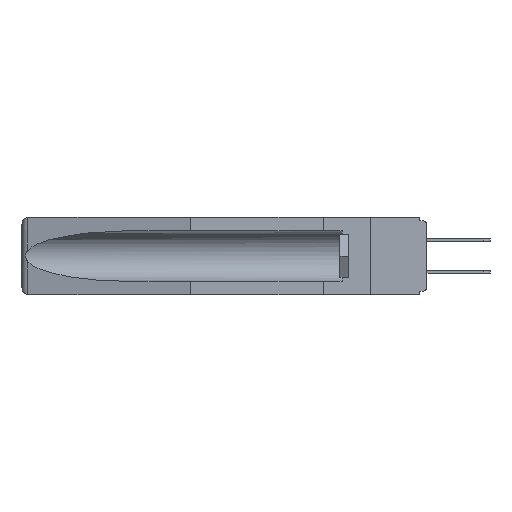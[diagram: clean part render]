
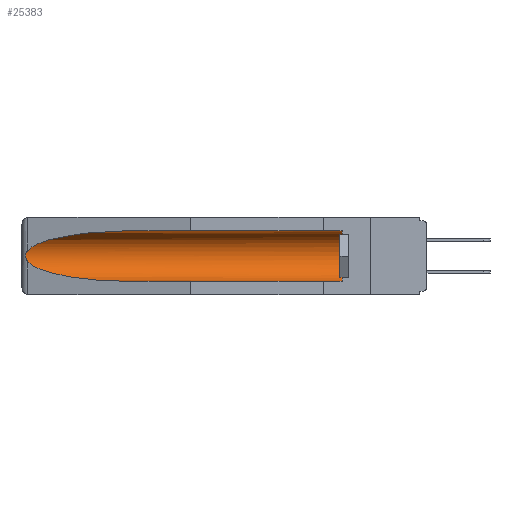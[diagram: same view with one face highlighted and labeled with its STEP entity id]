
A CAD part, left-side view. The second image highlights one B-rep face of the part: STEP entity #25383.
In plain terms, the highlighted cylindrical face has radius 2.857 mm (diameter 5.715 mm), a partial arc.
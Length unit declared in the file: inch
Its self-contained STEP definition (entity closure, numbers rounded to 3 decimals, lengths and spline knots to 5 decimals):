
#1064 = VERTEX_POINT ( 'NONE', #27678 ) ;
#1645 = EDGE_CURVE ( 'NONE', #1064, #5781, #9638, .T. ) ;
#1838 = CARTESIAN_POINT ( 'NONE',  ( 0.155, -0.30754, -0.1715 ) ) ;
#2801 = CARTESIAN_POINT ( 'NONE',  ( 0.21114, 1.30732, -0.059 ) ) ;
#4208 = ORIENTED_EDGE ( 'NONE', *, *, #4350, .T. ) ;
#4260 = VECTOR ( 'NONE', #30121, 39.37008 ) ;
#4350 = EDGE_CURVE ( 'NONE', #26347, #1064, #17861, .T. ) ;
#4491 = AXIS2_PLACEMENT_3D ( 'NONE', #1838, #15130, #15242 ) ;
#4751 = DIRECTION ( 'NONE',  ( 0., -1., 0. ) ) ;
#5065 = EDGE_CURVE ( 'NONE', #20924, #17747, #29178, .T. ) ;
#5275 = CARTESIAN_POINT ( 'NONE',  ( 0.155, 1.07973, -0.059 ) ) ;
#5764 = CARTESIAN_POINT ( 'NONE',  ( 0.26597, 1.5296, -0.19026 ) ) ;
#5781 = VERTEX_POINT ( 'NONE', #28190 ) ;
#6138 = CARTESIAN_POINT ( 'NONE',  ( 0.155, 0.126, -0.284 ) ) ;
#7002 = CARTESIAN_POINT ( 'NONE',  ( 0.155, 1.07973, -0.059 ) ) ;
#8046 = CARTESIAN_POINT ( 'NONE',  ( 0.26537, 1.52718, -0.14972 ) ) ;
#8159 = CARTESIAN_POINT ( 'NONE',  ( 0.2673, 1.53269, -0.17917 ) ) ;
#8802 = ORIENTED_EDGE ( 'NONE', *, *, #26159, .T. ) ;
#8869 = CARTESIAN_POINT ( 'NONE',  ( 0.155, 0.126, -0.059 ) ) ;
#9638 = B_SPLINE_CURVE_WITH_KNOTS ( 'NONE', 3,
 ( #8046, #28234, #13163, #20772, #31089, #23304, #8159, #25850, #5764, #25953 ),
 .UNSPECIFIED., .F., .F.,
 ( 4, 2, 2, 2, 4 ),
 ( 0., 0.00029, 0.00058, 0.00087, 0.00117 ),
 .UNSPECIFIED. ) ;
#11010 = VERTEX_POINT ( 'NONE', #8869 ) ;
#13163 = CARTESIAN_POINT ( 'NONE',  ( 0.26654, 1.53092, -0.15636 ) ) ;
#13373 = AXIS2_PLACEMENT_3D ( 'NONE', #17298, #4751, #24950 ) ;
#15130 = DIRECTION ( 'NONE',  ( 0., 1., 0. ) ) ;
#15242 = DIRECTION ( 'NONE',  ( 0., 0., 1. ) ) ;
#15495 = EDGE_CURVE ( 'NONE', #11010, #26347, #22420, .T. ) ;
#17063 =( BOUNDED_CURVE ( )  B_SPLINE_CURVE ( 3, ( #24818, #27313, #32383, #29735 ),
 .UNSPECIFIED., .F., .F. ) 
 B_SPLINE_CURVE_WITH_KNOTS ( ( 4, 4 ),
 ( 0.1948, 1.5708 ),
 .UNSPECIFIED. ) 
 CURVE ( )  GEOMETRIC_REPRESENTATION_ITEM ( )  RATIONAL_B_SPLINE_CURVE ( ( 1., 0.848, 0.848, 1. ) ) 
 REPRESENTATION_ITEM ( '' )  );
#17298 = CARTESIAN_POINT ( 'NONE',  ( 0.155, 0.126, -0.1715 ) ) ;
#17635 = CARTESIAN_POINT ( 'NONE',  ( 0.155, -0.30754, -0.059 ) ) ;
#17747 = VERTEX_POINT ( 'NONE', #26544 ) ;
#17861 =( BOUNDED_CURVE ( )  B_SPLINE_CURVE ( 3, ( #5275, #2801, #30631, #28206 ),
 .UNSPECIFIED., .F., .F. ) 
 B_SPLINE_CURVE_WITH_KNOTS ( ( 4, 4 ),
 ( 4.71239, 6.08839 ),
 .UNSPECIFIED. ) 
 CURVE ( )  GEOMETRIC_REPRESENTATION_ITEM ( )  RATIONAL_B_SPLINE_CURVE ( ( 1., 0.848, 0.848, 1. ) ) 
 REPRESENTATION_ITEM ( '' )  );
#18801 = CYLINDRICAL_SURFACE ( 'NONE', #4491, 0.1125 ) ;
#20383 = FACE_OUTER_BOUND ( 'NONE', #32210, .T. ) ;
#20458 = EDGE_CURVE ( 'NONE', #5781, #17747, #17063, .T. ) ;
#20516 = ORIENTED_EDGE ( 'NONE', *, *, #1645, .T. ) ;
#20772 = CARTESIAN_POINT ( 'NONE',  ( 0.2673, 1.5327, -0.16383 ) ) ;
#20924 = VERTEX_POINT ( 'NONE', #6138 ) ;
#21583 = DIRECTION ( 'NONE',  ( 0., 1., 0. ) ) ;
#22420 = LINE ( 'NONE', #17635, #4260 ) ;
#23304 = CARTESIAN_POINT ( 'NONE',  ( 0.2675, 1.53308, -0.17534 ) ) ;
#24732 = CIRCLE ( 'NONE', #13373, 0.1125 ) ;
#24818 = CARTESIAN_POINT ( 'NONE',  ( 0.26537, 1.52718, -0.19328 ) ) ;
#24950 = DIRECTION ( 'NONE',  ( 0., 0., 1. ) ) ;
#25383 = ADVANCED_FACE ( 'NONE', ( #20383 ), #18801, .F. ) ;
#25850 = CARTESIAN_POINT ( 'NONE',  ( 0.26655, 1.53094, -0.18657 ) ) ;
#25953 = CARTESIAN_POINT ( 'NONE',  ( 0.26537, 1.52718, -0.19328 ) ) ;
#26159 = EDGE_CURVE ( 'NONE', #20924, #11010, #24732, .T. ) ;
#26347 = VERTEX_POINT ( 'NONE', #7002 ) ;
#26544 = CARTESIAN_POINT ( 'NONE',  ( 0.155, 1.07973, -0.284 ) ) ;
#27313 = CARTESIAN_POINT ( 'NONE',  ( 0.25451, 1.48313, -0.24835 ) ) ;
#27678 = CARTESIAN_POINT ( 'NONE',  ( 0.26537, 1.52718, -0.14972 ) ) ;
#27978 = VECTOR ( 'NONE', #21583, 39.37008 ) ;
#28190 = CARTESIAN_POINT ( 'NONE',  ( 0.26537, 1.52718, -0.19328 ) ) ;
#28206 = CARTESIAN_POINT ( 'NONE',  ( 0.26537, 1.52718, -0.14972 ) ) ;
#28234 = CARTESIAN_POINT ( 'NONE',  ( 0.26597, 1.52961, -0.15275 ) ) ;
#29178 = LINE ( 'NONE', #31659, #27978 ) ;
#29309 = ORIENTED_EDGE ( 'NONE', *, *, #20458, .T. ) ;
#29735 = CARTESIAN_POINT ( 'NONE',  ( 0.155, 1.07973, -0.284 ) ) ;
#29754 = ORIENTED_EDGE ( 'NONE', *, *, #15495, .T. ) ;
#30121 = DIRECTION ( 'NONE',  ( 0., 1., 0. ) ) ;
#30590 = ORIENTED_EDGE ( 'NONE', *, *, #5065, .F. ) ;
#30631 = CARTESIAN_POINT ( 'NONE',  ( 0.25451, 1.48313, -0.09465 ) ) ;
#31089 = CARTESIAN_POINT ( 'NONE',  ( 0.2675, 1.53308, -0.16763 ) ) ;
#31659 = CARTESIAN_POINT ( 'NONE',  ( 0.155, -0.30754, -0.284 ) ) ;
#32210 = EDGE_LOOP ( 'NONE', ( #4208, #20516, #29309, #30590, #8802, #29754 ) ) ;
#32383 = CARTESIAN_POINT ( 'NONE',  ( 0.21114, 1.30732, -0.284 ) ) ;
